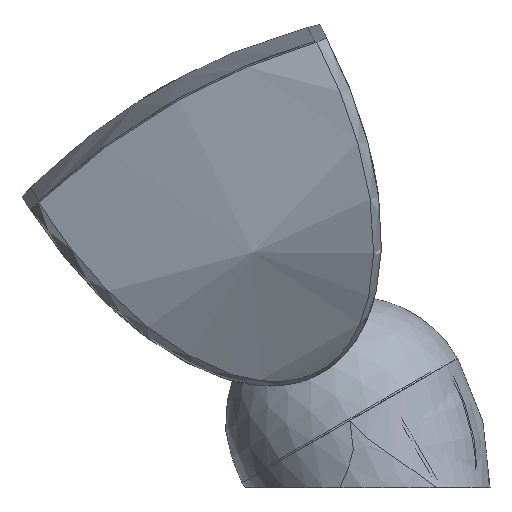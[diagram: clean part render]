
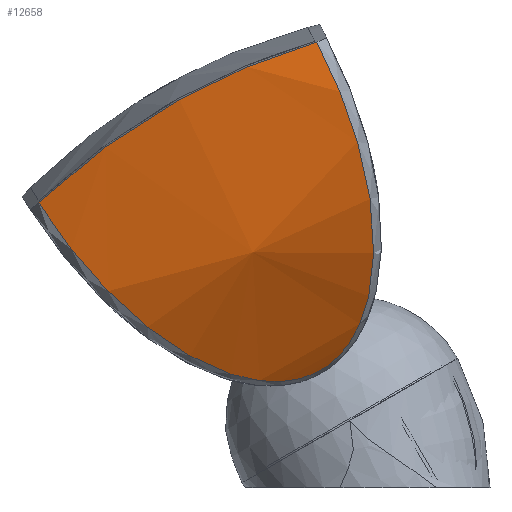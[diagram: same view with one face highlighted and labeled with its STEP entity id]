
A CAD part, front view. The second image highlights one B-rep face of the part: STEP entity #12658.
In plain terms, the highlighted free-form (B-spline) face has degree [2, 2] with [3, 3] control points.
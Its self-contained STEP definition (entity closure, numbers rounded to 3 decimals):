
#405=(
BOUNDED_SURFACE()
B_SPLINE_SURFACE(2,2,((#20339,#20340,#20341),(#20342,#20343,#20344),(#20345,
#20346,#20347)),.UNSPECIFIED.,.F.,.F.,.F.)
B_SPLINE_SURFACE_WITH_KNOTS((3,3),(3,3),(-0.202,0.202),
(0.046,0.894),.UNSPECIFIED.)
GEOMETRIC_REPRESENTATION_ITEM()
RATIONAL_B_SPLINE_SURFACE(((1.,0.912,1.),(0.98,
0.893,0.98),(1.,0.912,1.)))
REPRESENTATION_ITEM('')
SURFACE()
);
#424=B_SPLINE_CURVE_WITH_KNOTS('',3,(#18022,#18023,#18024,#18025,#18026,
#18027,#18028,#18029,#18030,#18031),.UNSPECIFIED.,.F.,.F.,(4,2,2,2,4),(-18.383,
-13.789,-9.192,-4.594,0.),
 .UNSPECIFIED.);
#475=B_SPLINE_CURVE_WITH_KNOTS('',3,(#20348,#20349,#20350,#20351,#20352,
#20353,#20354,#20355,#20356,#20357,#20358,#20359,#20360,#20361,#20362,#20363,
#20364,#20365,#20366,#20367,#20368,#20369,#20370,#20371,#20372,#20373,#20374,
#20375,#20376,#20377,#20378,#20379,#20380,#20381,#20382,#20383),
 .UNSPECIFIED.,.F.,.F.,(4,2,2,2,2,2,2,2,2,2,2,2,2,2,2,2,2,4),(0.,
0.125,0.188,0.25,0.313,0.375,0.406,0.438,0.469,0.5,
0.531,0.562,0.625,0.687,
0.75,0.812,0.875,1.),
 .UNSPECIFIED.);
#3521=FACE_OUTER_BOUND('',#4253,.T.);
#4253=EDGE_LOOP('',(#8838,#8839));
#5270=VERTEX_POINT('',#18010);
#5271=VERTEX_POINT('',#18021);
#6534=EDGE_CURVE('',#5270,#5271,#424,.T.);
#6716=EDGE_CURVE('',#5270,#5271,#475,.T.);
#8838=ORIENTED_EDGE('',*,*,#6534,.F.);
#8839=ORIENTED_EDGE('',*,*,#6716,.T.);
#12658=ADVANCED_FACE('',(#3521),#405,.F.);
#18010=CARTESIAN_POINT('',(-90.309,-163.81,-21.553));
#18021=CARTESIAN_POINT('',(90.309,-163.81,-21.553));
#18022=CARTESIAN_POINT('Ctrl Pts',(-90.309,-163.81,
-21.553));
#18023=CARTESIAN_POINT('Ctrl Pts',(-75.78,-167.138,
-18.041));
#18024=CARTESIAN_POINT('Ctrl Pts',(-60.88,-169.617,
-15.35));
#18025=CARTESIAN_POINT('Ctrl Pts',(-30.632,-172.926,
-11.739));
#18026=CARTESIAN_POINT('Ctrl Pts',(-15.327,-173.749,-10.825));
#18027=CARTESIAN_POINT('Ctrl Pts',(15.327,-173.749,-10.825));
#18028=CARTESIAN_POINT('Ctrl Pts',(30.631,-172.926,-11.739));
#18029=CARTESIAN_POINT('Ctrl Pts',(60.88,-169.617,-15.349));
#18030=CARTESIAN_POINT('Ctrl Pts',(75.779,-167.138,-18.04));
#18031=CARTESIAN_POINT('Ctrl Pts',(90.309,-163.81,-21.553));
#20339=CARTESIAN_POINT('Ctrl Pts',(-90.309,-164.604,
-10.402));
#20340=CARTESIAN_POINT('Ctrl Pts',(-90.309,-159.913,
-111.705));
#20341=CARTESIAN_POINT('Ctrl Pts',(-90.309,-80.873,
-175.243));
#20342=CARTESIAN_POINT('Ctrl Pts',(0.,-183.085,
-11.258));
#20343=CARTESIAN_POINT('Ctrl Pts',(0.,-178.007,
-120.896));
#20344=CARTESIAN_POINT('Ctrl Pts',(0.,-92.464,
-189.662));
#20345=CARTESIAN_POINT('Ctrl Pts',(90.309,-164.604,-10.402));
#20346=CARTESIAN_POINT('Ctrl Pts',(90.309,-159.913,-111.705));
#20347=CARTESIAN_POINT('Ctrl Pts',(90.309,-80.873,-175.243));
#20348=CARTESIAN_POINT('Ctrl Pts',(-90.309,-163.81,-21.553));
#20349=CARTESIAN_POINT('Ctrl Pts',(-89.554,-162.226,
-39.616));
#20350=CARTESIAN_POINT('Ctrl Pts',(-87.368,-158.817,
-57.104));
#20351=CARTESIAN_POINT('Ctrl Pts',(-81.881,-151.118,
-82.496));
#20352=CARTESIAN_POINT('Ctrl Pts',(-79.677,-148.119,
-90.79));
#20353=CARTESIAN_POINT('Ctrl Pts',(-74.588,-141.457,
-106.648));
#20354=CARTESIAN_POINT('Ctrl Pts',(-71.693,-137.778,
-114.271));
#20355=CARTESIAN_POINT('Ctrl Pts',(-65.098,-129.798,
-128.898));
#20356=CARTESIAN_POINT('Ctrl Pts',(-61.382,-125.471,
-135.938));
#20357=CARTESIAN_POINT('Ctrl Pts',(-52.976,-116.404,
-149.186));
#20358=CARTESIAN_POINT('Ctrl Pts',(-48.34,-111.698,
-155.346));
#20359=CARTESIAN_POINT('Ctrl Pts',(-40.334,-104.64,
-163.776));
#20360=CARTESIAN_POINT('Ctrl Pts',(-37.485,-102.29,
-166.446));
#20361=CARTESIAN_POINT('Ctrl Pts',(-31.39,-97.78,
-171.364));
#20362=CARTESIAN_POINT('Ctrl Pts',(-28.138,-95.607,
-173.625));
#20363=CARTESIAN_POINT('Ctrl Pts',(-20.966,-91.642,
-177.614));
#20364=CARTESIAN_POINT('Ctrl Pts',(-17.121,-89.892,-179.299));
#20365=CARTESIAN_POINT('Ctrl Pts',(-8.714,-87.349,-181.706));
#20366=CARTESIAN_POINT('Ctrl Pts',(-4.113,-86.611,
-182.381));
#20367=CARTESIAN_POINT('Ctrl Pts',(4.894,-86.695,-182.304));
#20368=CARTESIAN_POINT('Ctrl Pts',(9.424,-87.508,-181.559));
#20369=CARTESIAN_POINT('Ctrl Pts',(17.719,-90.14,-179.062));
#20370=CARTESIAN_POINT('Ctrl Pts',(21.586,-91.949,-177.312));
#20371=CARTESIAN_POINT('Ctrl Pts',(32.14,-97.9,-171.302));
#20372=CARTESIAN_POINT('Ctrl Pts',(38.11,-102.65,-166.175));
#20373=CARTESIAN_POINT('Ctrl Pts',(48.622,-111.978,-154.987));
#20374=CARTESIAN_POINT('Ctrl Pts',(53.219,-116.655,-148.843));
#20375=CARTESIAN_POINT('Ctrl Pts',(61.574,-125.69,-135.593));
#20376=CARTESIAN_POINT('Ctrl Pts',(65.252,-129.979,-128.589));
#20377=CARTESIAN_POINT('Ctrl Pts',(71.805,-137.918,-113.99));
#20378=CARTESIAN_POINT('Ctrl Pts',(74.686,-141.582,-106.376));
#20379=CARTESIAN_POINT('Ctrl Pts',(79.753,-148.221,-90.52));
#20380=CARTESIAN_POINT('Ctrl Pts',(81.948,-151.21,-82.221));
#20381=CARTESIAN_POINT('Ctrl Pts',(87.382,-158.84,-56.969));
#20382=CARTESIAN_POINT('Ctrl Pts',(89.556,-162.23,-39.559));
#20383=CARTESIAN_POINT('Ctrl Pts',(90.309,-163.81,-21.553));
